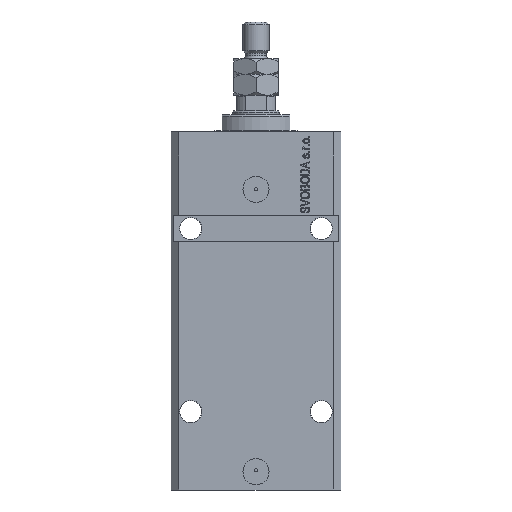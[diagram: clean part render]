
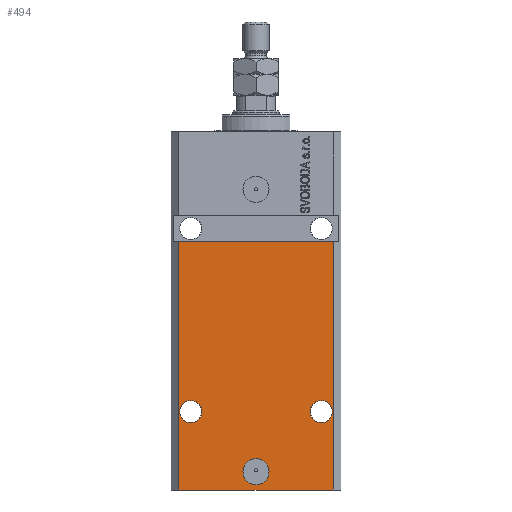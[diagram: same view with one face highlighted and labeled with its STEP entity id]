
A CAD part, front view. The second image highlights one B-rep face of the part: STEP entity #494.
In plain terms, the highlighted planar face has unit normal (0, -1, 0).
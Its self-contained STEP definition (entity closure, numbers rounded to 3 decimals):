
#377 = EDGE_CURVE ( 'NONE', #31451, #14668, #42004, .T. ) ;
#494 = ADVANCED_FACE ( 'NONE', ( #40669, #33764, #908, #44449 ), #1135, .T. ) ;
#700 = EDGE_LOOP ( 'NONE', ( #21219, #19910 ) ) ;
#908 = FACE_BOUND ( 'NONE', #19228, .T. ) ;
#1135 = PLANE ( 'NONE',  #7020 ) ;
#2246 = LINE ( 'NONE', #42006, #33376 ) ;
#2483 = CARTESIAN_POINT ( 'NONE',  ( -29.5, -22.5, -137. ) ) ;
#3977 = ORIENTED_EDGE ( 'NONE', *, *, #38172, .F. ) ;
#4220 = DIRECTION ( 'NONE',  ( 0., -1., 0. ) ) ;
#4314 = AXIS2_PLACEMENT_3D ( 'NONE', #29528, #44024, #36200 ) ;
#5407 = VECTOR ( 'NONE', #39397, 1000. ) ;
#6143 = ORIENTED_EDGE ( 'NONE', *, *, #11556, .F. ) ;
#6228 = CARTESIAN_POINT ( 'NONE',  ( -29.25, -22.5, -107. ) ) ;
#6544 = CARTESIAN_POINT ( 'NONE',  ( -25., -22.5, -107. ) ) ;
#7020 = AXIS2_PLACEMENT_3D ( 'NONE', #29964, #44919, #40898 ) ;
#8153 = DIRECTION ( 'NONE',  ( 0., 0., 1. ) ) ;
#8607 = DIRECTION ( 'NONE',  ( 0., -1., 0. ) ) ;
#9889 = ORIENTED_EDGE ( 'NONE', *, *, #30216, .F. ) ;
#10187 = AXIS2_PLACEMENT_3D ( 'NONE', #44443, #4220, #33990 ) ;
#10603 = VERTEX_POINT ( 'NONE', #2483 ) ;
#11556 = EDGE_CURVE ( 'NONE', #14668, #31451, #44970, .T. ) ;
#12295 = AXIS2_PLACEMENT_3D ( 'NONE', #33198, #21546, #21315 ) ;
#13940 = EDGE_CURVE ( 'NONE', #17558, #46502, #25982, .T. ) ;
#14276 = VECTOR ( 'NONE', #8153, 1000. ) ;
#14635 = AXIS2_PLACEMENT_3D ( 'NONE', #46395, #39511, #35937 ) ;
#14668 = VERTEX_POINT ( 'NONE', #16139 ) ;
#15084 = DIRECTION ( 'NONE',  ( 1., 0., 0. ) ) ;
#16139 = CARTESIAN_POINT ( 'NONE',  ( 29.25, -22.5, -107. ) ) ;
#17050 = CIRCLE ( 'NONE', #10187, 5. ) ;
#17417 = CARTESIAN_POINT ( 'NONE',  ( 29.5, -22.5, -42. ) ) ;
#17430 = ORIENTED_EDGE ( 'NONE', *, *, #38294, .F. ) ;
#17558 = VERTEX_POINT ( 'NONE', #30112 ) ;
#17639 = AXIS2_PLACEMENT_3D ( 'NONE', #37213, #8607, #15084 ) ;
#18969 = VERTEX_POINT ( 'NONE', #40257 ) ;
#19188 = CARTESIAN_POINT ( 'NONE',  ( 5., -22.5, -130. ) ) ;
#19199 = EDGE_LOOP ( 'NONE', ( #17430, #3977, #31142, #30241 ) ) ;
#19228 = EDGE_LOOP ( 'NONE', ( #9889, #27989 ) ) ;
#19395 = EDGE_CURVE ( 'NONE', #46502, #17558, #17050, .T. ) ;
#19910 = ORIENTED_EDGE ( 'NONE', *, *, #13940, .F. ) ;
#20634 = DIRECTION ( 'NONE',  ( -1., 0., 0. ) ) ;
#21219 = ORIENTED_EDGE ( 'NONE', *, *, #19395, .F. ) ;
#21315 = DIRECTION ( 'NONE',  ( 1., 0., 0. ) ) ;
#21546 = DIRECTION ( 'NONE',  ( 0., -1., 0. ) ) ;
#22424 = LINE ( 'NONE', #28692, #5407 ) ;
#24643 = LINE ( 'NONE', #34889, #46478 ) ;
#25571 = CIRCLE ( 'NONE', #31649, 4.25 ) ;
#25982 = CIRCLE ( 'NONE', #17639, 5. ) ;
#27989 = ORIENTED_EDGE ( 'NONE', *, *, #28690, .F. ) ;
#28690 = EDGE_CURVE ( 'NONE', #39581, #18969, #25571, .T. ) ;
#28692 = CARTESIAN_POINT ( 'NONE',  ( -32.5, -22.5, -42. ) ) ;
#29528 = CARTESIAN_POINT ( 'NONE',  ( -25., -22.5, -107. ) ) ;
#29633 = VERTEX_POINT ( 'NONE', #41964 ) ;
#29964 = CARTESIAN_POINT ( 'NONE',  ( -29.5, -22.5, -137. ) ) ;
#30112 = CARTESIAN_POINT ( 'NONE',  ( -5., -22.5, -130. ) ) ;
#30216 = EDGE_CURVE ( 'NONE', #18969, #39581, #44624, .T. ) ;
#30241 = ORIENTED_EDGE ( 'NONE', *, *, #31921, .T. ) ;
#31142 = ORIENTED_EDGE ( 'NONE', *, *, #35132, .T. ) ;
#31328 = DIRECTION ( 'NONE',  ( 0., 0., 1. ) ) ;
#31451 = VERTEX_POINT ( 'NONE', #44654 ) ;
#31649 = AXIS2_PLACEMENT_3D ( 'NONE', #6544, #42988, #20634 ) ;
#31921 = EDGE_CURVE ( 'NONE', #29633, #34082, #44576, .T. ) ;
#31943 = ORIENTED_EDGE ( 'NONE', *, *, #377, .F. ) ;
#32868 = EDGE_LOOP ( 'NONE', ( #6143, #31943 ) ) ;
#33198 = CARTESIAN_POINT ( 'NONE',  ( 25., -22.5, -107. ) ) ;
#33376 = VECTOR ( 'NONE', #38686, 1000. ) ;
#33764 = FACE_BOUND ( 'NONE', #32868, .T. ) ;
#33990 = DIRECTION ( 'NONE',  ( 1., 0., 0. ) ) ;
#34082 = VERTEX_POINT ( 'NONE', #17417 ) ;
#34889 = CARTESIAN_POINT ( 'NONE',  ( -29.5, -22.5, -137. ) ) ;
#35132 = EDGE_CURVE ( 'NONE', #10603, #29633, #2246, .T. ) ;
#35937 = DIRECTION ( 'NONE',  ( 1., 0., 0. ) ) ;
#36200 = DIRECTION ( 'NONE',  ( -1., 0., 0. ) ) ;
#36534 = CARTESIAN_POINT ( 'NONE',  ( 29.5, -22.5, -137. ) ) ;
#37213 = CARTESIAN_POINT ( 'NONE',  ( 0., -22.5, -130. ) ) ;
#38172 = EDGE_CURVE ( 'NONE', #10603, #39816, #24643, .T. ) ;
#38294 = EDGE_CURVE ( 'NONE', #39816, #34082, #22424, .T. ) ;
#38345 = CARTESIAN_POINT ( 'NONE',  ( -29.5, -22.5, -42. ) ) ;
#38686 = DIRECTION ( 'NONE',  ( 1., 0., 0. ) ) ;
#39397 = DIRECTION ( 'NONE',  ( 1., 0., 0. ) ) ;
#39511 = DIRECTION ( 'NONE',  ( 0., -1., 0. ) ) ;
#39581 = VERTEX_POINT ( 'NONE', #6228 ) ;
#39816 = VERTEX_POINT ( 'NONE', #38345 ) ;
#40257 = CARTESIAN_POINT ( 'NONE',  ( -20.75, -22.5, -107. ) ) ;
#40669 = FACE_BOUND ( 'NONE', #700, .T. ) ;
#40898 = DIRECTION ( 'NONE',  ( 1., 0., 0. ) ) ;
#41964 = CARTESIAN_POINT ( 'NONE',  ( 29.5, -22.5, -137. ) ) ;
#42004 = CIRCLE ( 'NONE', #14635, 4.25 ) ;
#42006 = CARTESIAN_POINT ( 'NONE',  ( -29.5, -22.5, -137. ) ) ;
#42988 = DIRECTION ( 'NONE',  ( 0., -1., 0. ) ) ;
#44024 = DIRECTION ( 'NONE',  ( 0., -1., 0. ) ) ;
#44443 = CARTESIAN_POINT ( 'NONE',  ( 0., -22.5, -130. ) ) ;
#44449 = FACE_OUTER_BOUND ( 'NONE', #19199, .T. ) ;
#44576 = LINE ( 'NONE', #36534, #14276 ) ;
#44624 = CIRCLE ( 'NONE', #4314, 4.25 ) ;
#44654 = CARTESIAN_POINT ( 'NONE',  ( 20.75, -22.5, -107. ) ) ;
#44919 = DIRECTION ( 'NONE',  ( 0., -1., 0. ) ) ;
#44970 = CIRCLE ( 'NONE', #12295, 4.25 ) ;
#46395 = CARTESIAN_POINT ( 'NONE',  ( 25., -22.5, -107. ) ) ;
#46478 = VECTOR ( 'NONE', #31328, 1000. ) ;
#46502 = VERTEX_POINT ( 'NONE', #19188 ) ;
